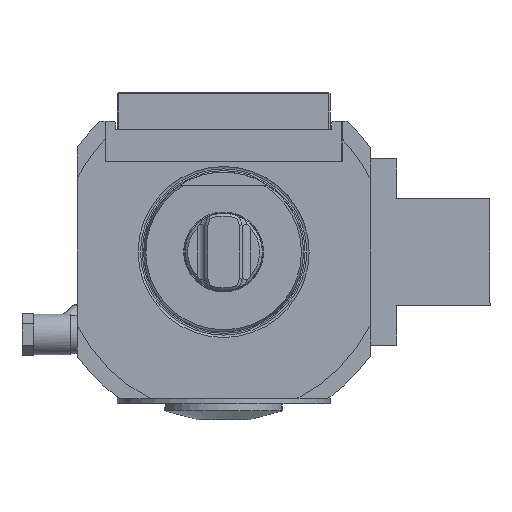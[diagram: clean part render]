
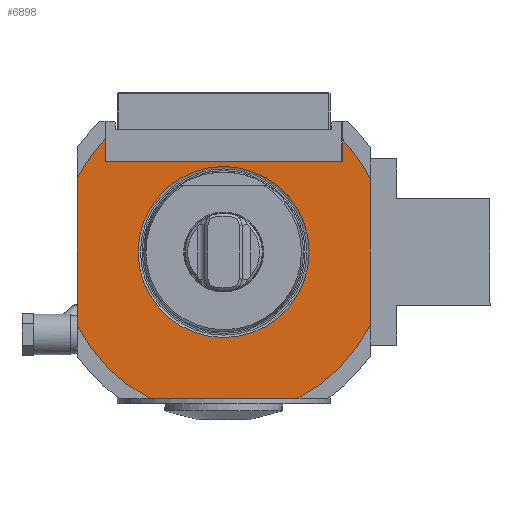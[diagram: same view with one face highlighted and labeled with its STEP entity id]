
A CAD part, front view. The second image highlights one B-rep face of the part: STEP entity #6898.
In plain terms, the highlighted planar face has unit normal (0, -1, 0).
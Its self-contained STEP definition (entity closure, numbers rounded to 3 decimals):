
#22 = EDGE_LOOP ( 'NONE', ( #11684, #10321, #30291, #32661, #2013, #10866, #30095, #3758, #29339, #16880 ) ) ;
#275 = CARTESIAN_POINT ( 'NONE',  ( 0., -1., 0. ) ) ;
#2013 = ORIENTED_EDGE ( 'NONE', *, *, #16178, .F. ) ;
#2896 = EDGE_CURVE ( 'NONE', #13031, #11608, #17370, .T. ) ;
#3002 = EDGE_CURVE ( 'NONE', #18184, #21251, #33057, .T. ) ;
#3075 = DIRECTION ( 'NONE',  ( 0., 0., 1. ) ) ;
#3139 = VECTOR ( 'NONE', #15349, 1000. ) ;
#3261 = CARTESIAN_POINT ( 'NONE',  ( 55., -1., 27.518 ) ) ;
#3758 = ORIENTED_EDGE ( 'NONE', *, *, #26457, .F. ) ;
#4328 = AXIS2_PLACEMENT_3D ( 'NONE', #31787, #23969, #26936 ) ;
#4345 = DIRECTION ( 'NONE',  ( 0., 1., 0. ) ) ;
#5290 = DIRECTION ( 'NONE',  ( 1., 0., 0. ) ) ;
#5384 = PLANE ( 'NONE',  #17818 ) ;
#5393 = VERTEX_POINT ( 'NONE', #18564 ) ;
#5878 = DIRECTION ( 'NONE',  ( 0., 1., 0. ) ) ;
#6011 = CARTESIAN_POINT ( 'NONE',  ( -55., -1., -27.518 ) ) ;
#6663 = CARTESIAN_POINT ( 'NONE',  ( -55., -1., 27.518 ) ) ;
#6737 = CIRCLE ( 'NONE', #12572, 32.095 ) ;
#6898 = ADVANCED_FACE ( 'Defeature completata1_319', ( #15711, #28767 ), #5384, .F. ) ;
#7235 = LINE ( 'NONE', #27423, #26784 ) ;
#7316 = CIRCLE ( 'NONE', #18486, 61.5 ) ;
#7467 = LINE ( 'NONE', #12761, #24429 ) ;
#7926 = LINE ( 'NONE', #23643, #23536 ) ;
#8608 = CARTESIAN_POINT ( 'NONE',  ( -44.5, -1., 34. ) ) ;
#8990 = VERTEX_POINT ( 'NONE', #26165 ) ;
#10321 = ORIENTED_EDGE ( 'NONE', *, *, #11279, .T. ) ;
#10619 = CIRCLE ( 'NONE', #13275, 61.5 ) ;
#10866 = ORIENTED_EDGE ( 'NONE', *, *, #3002, .T. ) ;
#10999 = CARTESIAN_POINT ( 'NONE',  ( 0., -1., 0. ) ) ;
#11279 = EDGE_CURVE ( 'NONE', #5393, #21261, #7467, .T. ) ;
#11374 = CARTESIAN_POINT ( 'NONE',  ( 27.518, -1., -55. ) ) ;
#11608 = VERTEX_POINT ( 'NONE', #24533 ) ;
#11664 = DIRECTION ( 'NONE',  ( -1., 0., 0. ) ) ;
#11684 = ORIENTED_EDGE ( 'NONE', *, *, #33033, .F. ) ;
#11833 = DIRECTION ( 'NONE',  ( -1., 0., 0. ) ) ;
#12572 = AXIS2_PLACEMENT_3D ( 'NONE', #24066, #26884, #11664 ) ;
#12761 = CARTESIAN_POINT ( 'NONE',  ( 44.5, -1., 0. ) ) ;
#12959 = AXIS2_PLACEMENT_3D ( 'NONE', #27214, #4345, #32411 ) ;
#13031 = VERTEX_POINT ( 'NONE', #3261 ) ;
#13265 = VERTEX_POINT ( 'NONE', #11374 ) ;
#13275 = AXIS2_PLACEMENT_3D ( 'NONE', #10999, #18679, #28891 ) ;
#14502 = DIRECTION ( 'NONE',  ( 0., 1., 0. ) ) ;
#14524 = EDGE_LOOP ( 'NONE', ( #29255 ) ) ;
#15349 = DIRECTION ( 'NONE',  ( 0., 0., -1. ) ) ;
#15480 = VERTEX_POINT ( 'NONE', #25691 ) ;
#15711 = FACE_OUTER_BOUND ( 'NONE', #22, .T. ) ;
#16038 = DIRECTION ( 'NONE',  ( 1., 0., 0. ) ) ;
#16165 = VERTEX_POINT ( 'NONE', #31412 ) ;
#16178 = EDGE_CURVE ( 'NONE', #18184, #8990, #23135, .T. ) ;
#16454 = VECTOR ( 'NONE', #20568, 1000. ) ;
#16848 = LINE ( 'NONE', #27043, #23772 ) ;
#16880 = ORIENTED_EDGE ( 'NONE', *, *, #2896, .F. ) ;
#17370 = LINE ( 'NONE', #17534, #16454 ) ;
#17396 = EDGE_CURVE ( 'NONE', #11608, #13265, #27809, .T. ) ;
#17534 = CARTESIAN_POINT ( 'NONE',  ( 55., -1., 0. ) ) ;
#17616 = DIRECTION ( 'NONE',  ( 0., 0., -1. ) ) ;
#17818 = AXIS2_PLACEMENT_3D ( 'NONE', #21262, #5878, #16038 ) ;
#18184 = VERTEX_POINT ( 'NONE', #6663 ) ;
#18486 = AXIS2_PLACEMENT_3D ( 'NONE', #275, #14502, #5290 ) ;
#18564 = CARTESIAN_POINT ( 'NONE',  ( 44.5, -1., 42.45 ) ) ;
#18679 = DIRECTION ( 'NONE',  ( 0., 1., 0. ) ) ;
#18810 = VERTEX_POINT ( 'NONE', #8608 ) ;
#19376 = EDGE_CURVE ( 'NONE', #21261, #18810, #7235, .T. ) ;
#20245 = DIRECTION ( 'NONE',  ( -1., 0., 0. ) ) ;
#20402 = CARTESIAN_POINT ( 'NONE',  ( -55., -1., 0. ) ) ;
#20568 = DIRECTION ( 'NONE',  ( 0., 0., -1. ) ) ;
#21251 = VERTEX_POINT ( 'NONE', #6011 ) ;
#21261 = VERTEX_POINT ( 'NONE', #29217 ) ;
#21262 = CARTESIAN_POINT ( 'NONE',  ( -32.15, -1., 0. ) ) ;
#22431 = EDGE_CURVE ( 'NONE', #18810, #8990, #7926, .T. ) ;
#23135 = CIRCLE ( 'NONE', #12959, 61.5 ) ;
#23536 = VECTOR ( 'NONE', #3075, 1000. ) ;
#23643 = CARTESIAN_POINT ( 'NONE',  ( -44.5, -1., 0. ) ) ;
#23772 = VECTOR ( 'NONE', #11833, 1000. ) ;
#23969 = DIRECTION ( 'NONE',  ( 0., 1., 0. ) ) ;
#24066 = CARTESIAN_POINT ( 'NONE',  ( 0., -1., 0. ) ) ;
#24429 = VECTOR ( 'NONE', #17616, 1000. ) ;
#24533 = CARTESIAN_POINT ( 'NONE',  ( 55., -1., -27.518 ) ) ;
#25691 = CARTESIAN_POINT ( 'NONE',  ( -32.095, -1., 0. ) ) ;
#26165 = CARTESIAN_POINT ( 'NONE',  ( -44.5, -1., 42.45 ) ) ;
#26457 = EDGE_CURVE ( 'NONE', #13265, #16165, #16848, .T. ) ;
#26784 = VECTOR ( 'NONE', #20245, 1000. ) ;
#26884 = DIRECTION ( 'NONE',  ( 0., -1., 0. ) ) ;
#26936 = DIRECTION ( 'NONE',  ( 1., 0., 0. ) ) ;
#27043 = CARTESIAN_POINT ( 'NONE',  ( 0., -1., -55. ) ) ;
#27214 = CARTESIAN_POINT ( 'NONE',  ( 0., -1., 0. ) ) ;
#27423 = CARTESIAN_POINT ( 'NONE',  ( -32.15, -1., 34. ) ) ;
#27809 = CIRCLE ( 'NONE', #4328, 61.5 ) ;
#28230 = EDGE_CURVE ( 'NONE', #15480, #15480, #6737, .T. ) ;
#28767 = FACE_BOUND ( 'NONE', #14524, .T. ) ;
#28891 = DIRECTION ( 'NONE',  ( 1., 0., 0. ) ) ;
#29217 = CARTESIAN_POINT ( 'NONE',  ( 44.5, -1., 34. ) ) ;
#29255 = ORIENTED_EDGE ( 'NONE', *, *, #28230, .F. ) ;
#29339 = ORIENTED_EDGE ( 'NONE', *, *, #17396, .F. ) ;
#30086 = EDGE_CURVE ( 'NONE', #16165, #21251, #7316, .T. ) ;
#30095 = ORIENTED_EDGE ( 'NONE', *, *, #30086, .F. ) ;
#30291 = ORIENTED_EDGE ( 'NONE', *, *, #19376, .T. ) ;
#31412 = CARTESIAN_POINT ( 'NONE',  ( -27.518, -1., -55. ) ) ;
#31787 = CARTESIAN_POINT ( 'NONE',  ( 0., -1., 0. ) ) ;
#32411 = DIRECTION ( 'NONE',  ( 1., 0., 0. ) ) ;
#32661 = ORIENTED_EDGE ( 'NONE', *, *, #22431, .T. ) ;
#33033 = EDGE_CURVE ( 'NONE', #5393, #13031, #10619, .T. ) ;
#33057 = LINE ( 'NONE', #20402, #3139 ) ;
